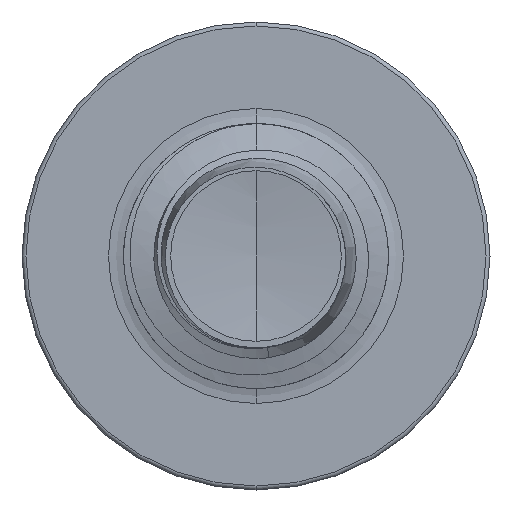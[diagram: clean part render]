
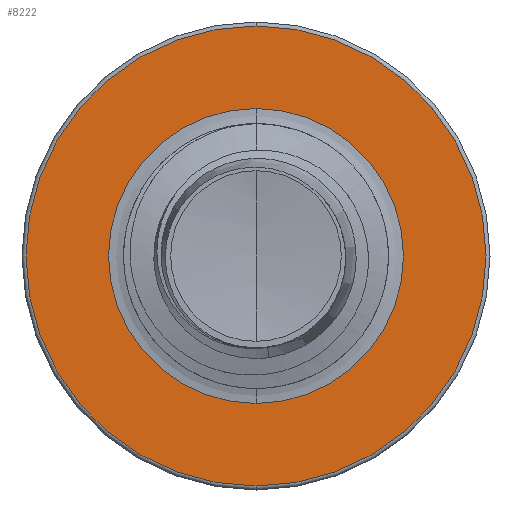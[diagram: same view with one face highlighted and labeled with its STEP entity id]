
A CAD part, front view. The second image highlights one B-rep face of the part: STEP entity #8222.
In plain terms, the highlighted planar face has unit normal (0, -1, 0).
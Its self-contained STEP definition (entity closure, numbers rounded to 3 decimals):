
#234 = EDGE_CURVE ( 'NONE', #3030, #13268, #11600, .T. ) ;
#1053 = DIRECTION ( 'NONE',  ( 0., 0., 1. ) ) ;
#1076 = DIRECTION ( 'NONE',  ( 0., 1., 0. ) ) ;
#1102 = CARTESIAN_POINT ( 'NONE',  ( 0., 3.5, 0. ) ) ;
#1580 = DIRECTION ( 'NONE',  ( 0., 0., 1. ) ) ;
#1598 = DIRECTION ( 'NONE',  ( 0., 1., 0. ) ) ;
#1690 = CARTESIAN_POINT ( 'NONE',  ( 0., 3.5, -1.67 ) ) ;
#1728 = PLANE ( 'NONE',  #6705 ) ;
#2159 = CARTESIAN_POINT ( 'NONE',  ( 0., 3.5, 2.605 ) ) ;
#2738 = EDGE_CURVE ( 'NONE', #4182, #6654, #13001, .T. ) ;
#2944 = DIRECTION ( 'NONE',  ( 0., 0., 1. ) ) ;
#2953 = DIRECTION ( 'NONE',  ( 0., 1., 0. ) ) ;
#2970 = CARTESIAN_POINT ( 'NONE',  ( 0., 3.5, 0. ) ) ;
#3030 = VERTEX_POINT ( 'NONE', #7718 ) ;
#3771 = ORIENTED_EDGE ( 'NONE', *, *, #12055, .T. ) ;
#4091 = CIRCLE ( 'NONE', #7547, 2.605 ) ;
#4182 = VERTEX_POINT ( 'NONE', #12217 ) ;
#4517 = DIRECTION ( 'NONE',  ( 0., 0., 1. ) ) ;
#4525 = FACE_BOUND ( 'NONE', #7052, .T. ) ;
#4538 = DIRECTION ( 'NONE',  ( 0., 1., 0. ) ) ;
#4542 = CARTESIAN_POINT ( 'NONE',  ( 0., 3.5, 0. ) ) ;
#6332 = CARTESIAN_POINT ( 'NONE',  ( 0., 3.5, -1.67 ) ) ;
#6654 = VERTEX_POINT ( 'NONE', #6332 ) ;
#6705 = AXIS2_PLACEMENT_3D ( 'NONE', #1690, #1598, #1580 ) ;
#6804 = ORIENTED_EDGE ( 'NONE', *, *, #2738, .T. ) ;
#7052 = EDGE_LOOP ( 'NONE', ( #6804, #3771 ) ) ;
#7547 = AXIS2_PLACEMENT_3D ( 'NONE', #1102, #1076, #1053 ) ;
#7718 = CARTESIAN_POINT ( 'NONE',  ( 0., 3.5, -2.605 ) ) ;
#7875 = AXIS2_PLACEMENT_3D ( 'NONE', #2970, #2953, #2944 ) ;
#8222 = ADVANCED_FACE ( 'NONE', ( #12503, #4525 ), #1728, .F. ) ;
#8316 = EDGE_CURVE ( 'NONE', #13268, #3030, #4091, .T. ) ;
#9424 = AXIS2_PLACEMENT_3D ( 'NONE', #11927, #11571, #11662 ) ;
#11571 = DIRECTION ( 'NONE',  ( 0., 1., 0. ) ) ;
#11600 = CIRCLE ( 'NONE', #9424, 2.605 ) ;
#11602 = ORIENTED_EDGE ( 'NONE', *, *, #234, .F. ) ;
#11658 = CIRCLE ( 'NONE', #7875, 1.67 ) ;
#11662 = DIRECTION ( 'NONE',  ( 0., 0., 1. ) ) ;
#11927 = CARTESIAN_POINT ( 'NONE',  ( 0., 3.5, 0. ) ) ;
#12055 = EDGE_CURVE ( 'NONE', #6654, #4182, #11658, .T. ) ;
#12217 = CARTESIAN_POINT ( 'NONE',  ( 0., 3.5, 1.67 ) ) ;
#12479 = EDGE_LOOP ( 'NONE', ( #12897, #11602 ) ) ;
#12503 = FACE_OUTER_BOUND ( 'NONE', #12479, .T. ) ;
#12856 = AXIS2_PLACEMENT_3D ( 'NONE', #4542, #4538, #4517 ) ;
#12897 = ORIENTED_EDGE ( 'NONE', *, *, #8316, .F. ) ;
#13001 = CIRCLE ( 'NONE', #12856, 1.67 ) ;
#13268 = VERTEX_POINT ( 'NONE', #2159 ) ;
